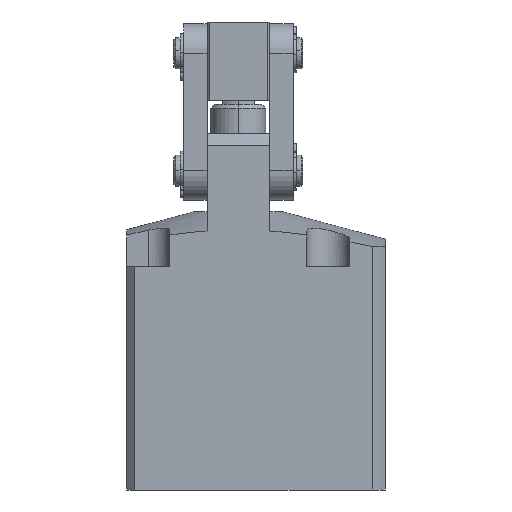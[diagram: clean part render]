
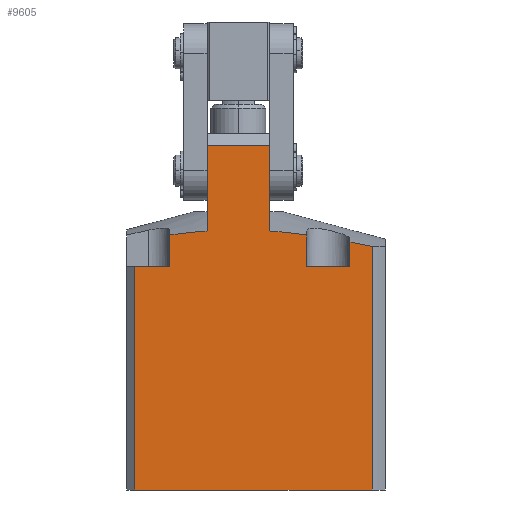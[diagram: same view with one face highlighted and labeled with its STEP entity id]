
A CAD part, front view. The second image highlights one B-rep face of the part: STEP entity #9605.
In plain terms, the highlighted planar face has unit normal (0, -1, 0).
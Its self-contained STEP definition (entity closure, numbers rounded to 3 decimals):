
#46 = B_SPLINE_CURVE_WITH_KNOTS ( 'NONE', 3,
 ( #4324, #4323, #4349, #4350, #4351, #4352 ),
 .UNSPECIFIED., .F., .F.,
 ( 4, 2, 4 ),
 ( 0.07, 0.075, 0.08 ),
 .UNSPECIFIED. ) ;
#47 = B_SPLINE_CURVE_WITH_KNOTS ( 'NONE', 3,
 ( #4237, #4236, #4282, #4283 ),
 .UNSPECIFIED., .F., .F.,
 ( 4, 4 ),
 ( 0.091, 0.097 ),
 .UNSPECIFIED. ) ;
#49 = B_SPLINE_CURVE_WITH_KNOTS ( 'NONE', 3,
 ( #4227, #4226, #4232, #4233 ),
 .UNSPECIFIED., .F., .F.,
 ( 4, 4 ),
 ( 0.045, 0.054 ),
 .UNSPECIFIED. ) ;
#632 = EDGE_LOOP ( 'NONE', ( #10219, #10220, #10221, #10222, #10223, #10224, #10225, #10226, #10227, #10228, #10229, #10230, #10231, #10232 ) ) ;
#4226 = CARTESIAN_POINT ( 'NONE',  ( -14.337, -28.5, 65.564 ) ) ;
#4227 = CARTESIAN_POINT ( 'NONE',  ( -17.5, -28.5, 65.12 ) ) ;
#4232 = CARTESIAN_POINT ( 'NONE',  ( -11.171, -28.5, 65.92 ) ) ;
#4233 = CARTESIAN_POINT ( 'NONE',  ( -8., -28.5, 66.15 ) ) ;
#4236 = CARTESIAN_POINT ( 'NONE',  ( 30.396, -28.5, 62.923 ) ) ;
#4237 = CARTESIAN_POINT ( 'NONE',  ( 28.5, -28.5, 63.282 ) ) ;
#4278 = CARTESIAN_POINT ( 'NONE',  ( 17.5, -28.5, 57. ) ) ;
#4279 = DIRECTION ( 'NONE',  ( -1., 0., 0. ) ) ;
#4282 = CARTESIAN_POINT ( 'NONE',  ( 32.287, -28.5, 62.546 ) ) ;
#4283 = CARTESIAN_POINT ( 'NONE',  ( 34.176, -28.5, 62.158 ) ) ;
#4323 = CARTESIAN_POINT ( 'NONE',  ( 9.583, -28.5, 66.035 ) ) ;
#4324 = CARTESIAN_POINT ( 'NONE',  ( 8., -28.5, 66.15 ) ) ;
#4343 = CARTESIAN_POINT ( 'NONE',  ( 28.5, -28.5, 57. ) ) ;
#4344 = DIRECTION ( 'NONE',  ( 0., 0., 1. ) ) ;
#4345 = CARTESIAN_POINT ( 'NONE',  ( 17.5, -28.5, 57. ) ) ;
#4346 = DIRECTION ( 'NONE',  ( 0., 0., 1. ) ) ;
#4349 = CARTESIAN_POINT ( 'NONE',  ( 11.167, -28.5, 65.889 ) ) ;
#4350 = CARTESIAN_POINT ( 'NONE',  ( 14.337, -28.5, 65.542 ) ) ;
#4351 = CARTESIAN_POINT ( 'NONE',  ( 15.922, -28.5, 65.341 ) ) ;
#4352 = CARTESIAN_POINT ( 'NONE',  ( 17.5, -28.5, 65.12 ) ) ;
#4355 = CARTESIAN_POINT ( 'NONE',  ( 8., -28.5, -500000. ) ) ;
#4356 = DIRECTION ( 'NONE',  ( 0., 0., 1. ) ) ;
#4357 = CARTESIAN_POINT ( 'NONE',  ( -8., -28.5, 88. ) ) ;
#4358 = DIRECTION ( 'NONE',  ( -1., 0., 0. ) ) ;
#4407 = CARTESIAN_POINT ( 'NONE',  ( 0., -28.5, 0. ) ) ;
#4408 = DIRECTION ( 'NONE',  ( 1., 0., 0. ) ) ;
#5107 = CARTESIAN_POINT ( 'NONE',  ( -17.5, -28.5, 57. ) ) ;
#5108 = DIRECTION ( 'NONE',  ( 0., 0., 1. ) ) ;
#5191 = CARTESIAN_POINT ( 'NONE',  ( -26.5, -28.5, 71. ) ) ;
#5200 = CARTESIAN_POINT ( 'NONE',  ( -28.5, -28.5, 57. ) ) ;
#5202 = DIRECTION ( 'NONE',  ( -1., 0., 0. ) ) ;
#5203 = DIRECTION ( 'NONE',  ( 0., 0., -1. ) ) ;
#5204 = CARTESIAN_POINT ( 'NONE',  ( 34.176, -28.5, 71. ) ) ;
#5205 = DIRECTION ( 'NONE',  ( 0., 0., -1. ) ) ;
#5259 = CARTESIAN_POINT ( 'NONE',  ( -8., -28.5, -500000. ) ) ;
#5260 = DIRECTION ( 'NONE',  ( 0., 0., 1. ) ) ;
#5367 = LINE ( 'NONE', #5107, #5369 ) ;
#5369 = VECTOR ( 'NONE', #5108, 1000. ) ;
#5382 = VECTOR ( 'NONE', #5202, 1000. ) ;
#5385 = LINE ( 'NONE', #5191, #5389 ) ;
#5387 = LINE ( 'NONE', #5200, #5382 ) ;
#5388 = LINE ( 'NONE', #5204, #5391 ) ;
#5389 = VECTOR ( 'NONE', #5203, 1000. ) ;
#5391 = VECTOR ( 'NONE', #5205, 1000. ) ;
#5393 = LINE ( 'NONE', #5259, #5398 ) ;
#5398 = VECTOR ( 'NONE', #5260, 1000. ) ;
#5403 = LINE ( 'NONE', #4278, #5404 ) ;
#5404 = VECTOR ( 'NONE', #4279, 1000. ) ;
#5425 = LINE ( 'NONE', #4345, #5430 ) ;
#5427 = LINE ( 'NONE', #4343, #5428 ) ;
#5428 = VECTOR ( 'NONE', #4344, 1000. ) ;
#5429 = LINE ( 'NONE', #4355, #5434 ) ;
#5430 = VECTOR ( 'NONE', #4346, 1000. ) ;
#5433 = LINE ( 'NONE', #4357, #5436 ) ;
#5434 = VECTOR ( 'NONE', #4356, 1000. ) ;
#5436 = VECTOR ( 'NONE', #4358, 1000. ) ;
#5453 = LINE ( 'NONE', #4407, #5456 ) ;
#5456 = VECTOR ( 'NONE', #4408, 1000. ) ;
#6886 = AXIS2_PLACEMENT_3D ( 'NONE', #7551, #7556, #7557 ) ;
#7551 = CARTESIAN_POINT ( 'NONE',  ( 0., -28.5, 71. ) ) ;
#7553 = PLANE ( 'NONE',  #6886 ) ;
#7556 = DIRECTION ( 'NONE',  ( 0., 1., 0. ) ) ;
#7557 = DIRECTION ( 'NONE',  ( 0., 0., 1. ) ) ;
#7629 = CARTESIAN_POINT ( 'NONE',  ( -17.5, -28.5, 57. ) ) ;
#7725 = CARTESIAN_POINT ( 'NONE',  ( 34.176, -28.5, 0. ) ) ;
#7726 = CARTESIAN_POINT ( 'NONE',  ( -26.5, -28.5, 0. ) ) ;
#7731 = CARTESIAN_POINT ( 'NONE',  ( -26.5, -28.5, 57. ) ) ;
#7734 = CARTESIAN_POINT ( 'NONE',  ( 34.176, -28.5, 62.158 ) ) ;
#7746 = CARTESIAN_POINT ( 'NONE',  ( -8., -28.5, 66.15 ) ) ;
#7747 = CARTESIAN_POINT ( 'NONE',  ( 28.5, -28.5, 57. ) ) ;
#7748 = CARTESIAN_POINT ( 'NONE',  ( 28.5, -28.5, 63.282 ) ) ;
#7749 = CARTESIAN_POINT ( 'NONE',  ( 8., -28.5, 66.15 ) ) ;
#7751 = CARTESIAN_POINT ( 'NONE',  ( 17.5, -28.5, 57. ) ) ;
#7752 = CARTESIAN_POINT ( 'NONE',  ( 17.5, -28.5, 65.12 ) ) ;
#7753 = CARTESIAN_POINT ( 'NONE',  ( -17.5, -28.5, 65.12 ) ) ;
#7754 = CARTESIAN_POINT ( 'NONE',  ( 8., -28.5, 88. ) ) ;
#7755 = CARTESIAN_POINT ( 'NONE',  ( -8., -28.5, 88. ) ) ;
#7816 = FACE_OUTER_BOUND ( 'NONE', #632, .T. ) ;
#9273 = EDGE_CURVE ( 'NONE', #9629, #9755, #5367, .T. ) ;
#9288 = EDGE_CURVE ( 'NONE', #9629, #9733, #5387, .T. ) ;
#9289 = EDGE_CURVE ( 'NONE', #9733, #9728, #5385, .T. ) ;
#9290 = EDGE_CURVE ( 'NONE', #9736, #9727, #5388, .T. ) ;
#9298 = EDGE_CURVE ( 'NONE', #9748, #9757, #5393, .T. ) ;
#9300 = EDGE_CURVE ( 'NONE', #9755, #9748, #49, .T. ) ;
#9303 = EDGE_CURVE ( 'NONE', #9749, #9753, #5403, .T. ) ;
#9304 = EDGE_CURVE ( 'NONE', #9750, #9736, #47, .T. ) ;
#9320 = EDGE_CURVE ( 'NONE', #9749, #9750, #5427, .T. ) ;
#9321 = EDGE_CURVE ( 'NONE', #9753, #9754, #5425, .T. ) ;
#9322 = EDGE_CURVE ( 'NONE', #9751, #9754, #46, .T. ) ;
#9324 = EDGE_CURVE ( 'NONE', #9751, #9756, #5429, .T. ) ;
#9325 = EDGE_CURVE ( 'NONE', #9756, #9757, #5433, .T. ) ;
#9339 = EDGE_CURVE ( 'NONE', #9728, #9727, #5453, .T. ) ;
#9605 = ADVANCED_FACE ( 'NONE', ( #7816 ), #7553, .F. ) ;
#9629 = VERTEX_POINT ( 'NONE', #7629 ) ;
#9727 = VERTEX_POINT ( 'NONE', #7725 ) ;
#9728 = VERTEX_POINT ( 'NONE', #7726 ) ;
#9733 = VERTEX_POINT ( 'NONE', #7731 ) ;
#9736 = VERTEX_POINT ( 'NONE', #7734 ) ;
#9748 = VERTEX_POINT ( 'NONE', #7746 ) ;
#9749 = VERTEX_POINT ( 'NONE', #7747 ) ;
#9750 = VERTEX_POINT ( 'NONE', #7748 ) ;
#9751 = VERTEX_POINT ( 'NONE', #7749 ) ;
#9753 = VERTEX_POINT ( 'NONE', #7751 ) ;
#9754 = VERTEX_POINT ( 'NONE', #7752 ) ;
#9755 = VERTEX_POINT ( 'NONE', #7753 ) ;
#9756 = VERTEX_POINT ( 'NONE', #7754 ) ;
#9757 = VERTEX_POINT ( 'NONE', #7755 ) ;
#10219 = ORIENTED_EDGE ( 'NONE', *, *, #9288, .T. ) ;
#10220 = ORIENTED_EDGE ( 'NONE', *, *, #9289, .T. ) ;
#10221 = ORIENTED_EDGE ( 'NONE', *, *, #9339, .T. ) ;
#10222 = ORIENTED_EDGE ( 'NONE', *, *, #9290, .F. ) ;
#10223 = ORIENTED_EDGE ( 'NONE', *, *, #9304, .F. ) ;
#10224 = ORIENTED_EDGE ( 'NONE', *, *, #9320, .F. ) ;
#10225 = ORIENTED_EDGE ( 'NONE', *, *, #9303, .T. ) ;
#10226 = ORIENTED_EDGE ( 'NONE', *, *, #9321, .T. ) ;
#10227 = ORIENTED_EDGE ( 'NONE', *, *, #9322, .F. ) ;
#10228 = ORIENTED_EDGE ( 'NONE', *, *, #9324, .T. ) ;
#10229 = ORIENTED_EDGE ( 'NONE', *, *, #9325, .T. ) ;
#10230 = ORIENTED_EDGE ( 'NONE', *, *, #9298, .F. ) ;
#10231 = ORIENTED_EDGE ( 'NONE', *, *, #9300, .F. ) ;
#10232 = ORIENTED_EDGE ( 'NONE', *, *, #9273, .F. ) ;
